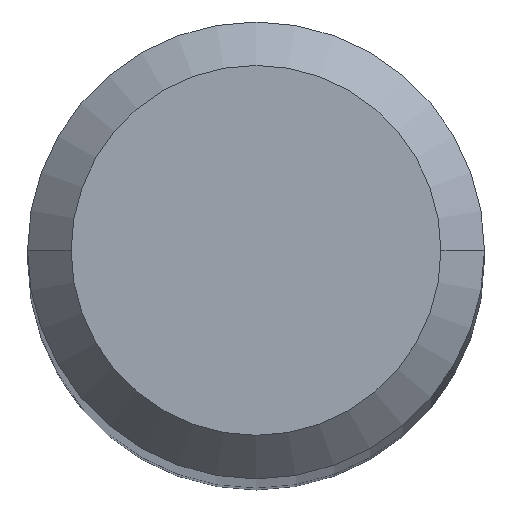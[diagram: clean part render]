
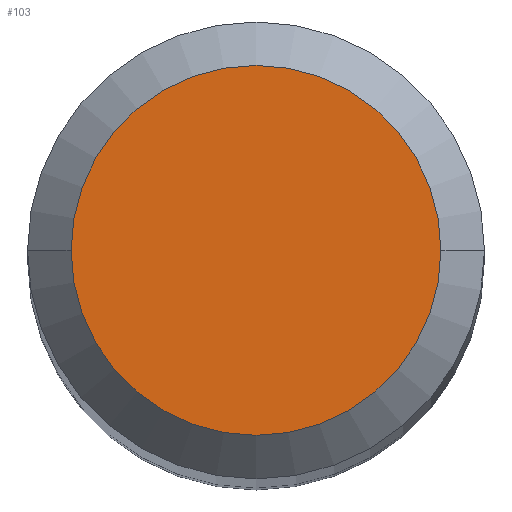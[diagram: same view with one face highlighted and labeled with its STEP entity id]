
A CAD part, top view. The second image highlights one B-rep face of the part: STEP entity #103.
In plain terms, the highlighted planar face has unit normal (0, 0, 1).
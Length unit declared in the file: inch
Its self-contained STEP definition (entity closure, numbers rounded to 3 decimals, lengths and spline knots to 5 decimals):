
#4 = FACE_OUTER_BOUND ( 'NONE', #165, .T. ) ;
#13 = DIRECTION ( 'NONE',  ( 1., 0., 0. ) ) ;
#34 = DIRECTION ( 'NONE',  ( 0., 0., 1. ) ) ;
#60 = AXIS2_PLACEMENT_3D ( 'NONE', #102, #126, #199 ) ;
#64 = ORIENTED_EDGE ( 'NONE', *, *, #274, .T. ) ;
#69 = ORIENTED_EDGE ( 'NONE', *, *, #181, .T. ) ;
#72 = VERTEX_POINT ( 'NONE', #162 ) ;
#74 = VERTEX_POINT ( 'NONE', #91 ) ;
#91 = CARTESIAN_POINT ( 'NONE',  ( 0.06374, 0., 2.24409 ) ) ;
#102 = CARTESIAN_POINT ( 'NONE',  ( 0., 0., 2.24409 ) ) ;
#103 = ADVANCED_FACE ( 'NONE', ( #4 ), #129, .T. ) ;
#106 = CARTESIAN_POINT ( 'NONE',  ( 0., 0., 2.24409 ) ) ;
#112 = CARTESIAN_POINT ( 'NONE',  ( 0., 0., 2.24409 ) ) ;
#119 = AXIS2_PLACEMENT_3D ( 'NONE', #112, #219, #13 ) ;
#126 = DIRECTION ( 'NONE',  ( 0., 0., 1. ) ) ;
#129 = PLANE ( 'NONE',  #60 ) ;
#134 = CIRCLE ( 'NONE', #241, 0.06374 ) ;
#144 = CIRCLE ( 'NONE', #119, 0.06374 ) ;
#153 = DIRECTION ( 'NONE',  ( 1., 0., 0. ) ) ;
#162 = CARTESIAN_POINT ( 'NONE',  ( -0.06374, 0., 2.24409 ) ) ;
#165 = EDGE_LOOP ( 'NONE', ( #69, #64 ) ) ;
#181 = EDGE_CURVE ( 'NONE', #72, #74, #134, .T. ) ;
#199 = DIRECTION ( 'NONE',  ( 1., 0., 0. ) ) ;
#219 = DIRECTION ( 'NONE',  ( 0., 0., 1. ) ) ;
#241 = AXIS2_PLACEMENT_3D ( 'NONE', #106, #34, #153 ) ;
#274 = EDGE_CURVE ( 'NONE', #74, #72, #144, .T. ) ;
